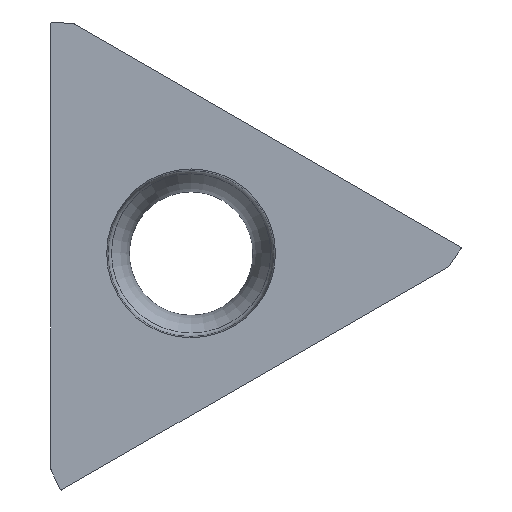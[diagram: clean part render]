
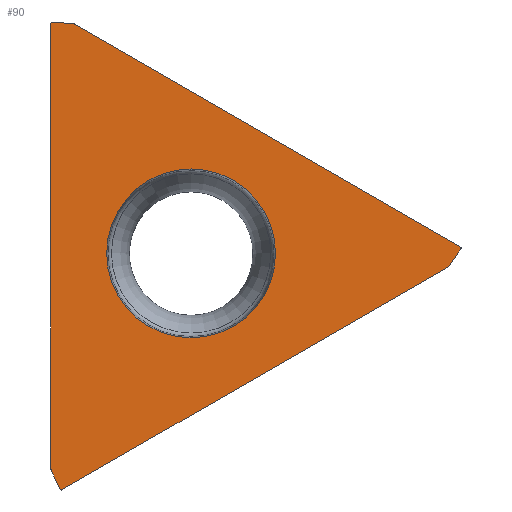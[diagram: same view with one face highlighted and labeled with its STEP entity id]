
A CAD part, top view. The second image highlights one B-rep face of the part: STEP entity #90.
In plain terms, the highlighted planar face has unit normal (0, 0, 1).
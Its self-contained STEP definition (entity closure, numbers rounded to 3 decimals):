
#45=ELLIPSE('',#376,0.031,0.03);
#47=ELLIPSE('',#379,0.031,0.03);
#49=ELLIPSE('',#382,0.031,0.03);
#51=ELLIPSE('',#385,0.031,0.03);
#53=ELLIPSE('',#388,0.031,0.03);
#55=ELLIPSE('',#391,0.031,0.03);
#65=FACE_BOUND('',#132,.T.);
#66=FACE_BOUND('',#133,.T.);
#70=CIRCLE('',#370,1.912);
#90=ADVANCED_FACE('',(#65,#66),#98,.T.);
#98=PLANE('',#399);
#132=EDGE_LOOP('',(#192));
#133=EDGE_LOOP('',(#193,#194,#195,#196,#197,#198,#199,#200,#201,#202,#203,
#204));
#192=ORIENTED_EDGE('',*,*,#260,.F.);
#193=ORIENTED_EDGE('',*,*,#278,.F.);
#194=ORIENTED_EDGE('',*,*,#250,.T.);
#195=ORIENTED_EDGE('',*,*,#276,.F.);
#196=ORIENTED_EDGE('',*,*,#271,.F.);
#197=ORIENTED_EDGE('',*,*,#274,.F.);
#198=ORIENTED_EDGE('',*,*,#253,.F.);
#199=ORIENTED_EDGE('',*,*,#284,.F.);
#200=ORIENTED_EDGE('',*,*,#263,.F.);
#201=ORIENTED_EDGE('',*,*,#282,.F.);
#202=ORIENTED_EDGE('',*,*,#258,.T.);
#203=ORIENTED_EDGE('',*,*,#280,.F.);
#204=ORIENTED_EDGE('',*,*,#267,.F.);
#218=VERTEX_POINT('',#568);
#221=VERTEX_POINT('',#573);
#224=VERTEX_POINT('',#580);
#225=VERTEX_POINT('',#582);
#226=VERTEX_POINT('',#586);
#229=VERTEX_POINT('',#591);
#231=VERTEX_POINT('',#597);
#234=VERTEX_POINT('',#603);
#235=VERTEX_POINT('',#605);
#238=VERTEX_POINT('',#612);
#239=VERTEX_POINT('',#614);
#242=VERTEX_POINT('',#621);
#243=VERTEX_POINT('',#623);
#250=EDGE_CURVE('',#218,#221,#291,.T.);
#253=EDGE_CURVE('',#224,#225,#294,.T.);
#258=EDGE_CURVE('',#226,#229,#299,.T.);
#260=EDGE_CURVE('',#231,#231,#70,.T.);
#263=EDGE_CURVE('',#234,#235,#302,.T.);
#267=EDGE_CURVE('',#238,#239,#306,.T.);
#271=EDGE_CURVE('',#242,#243,#310,.T.);
#274=EDGE_CURVE('',#225,#242,#45,.T.);
#276=EDGE_CURVE('',#243,#221,#47,.T.);
#278=EDGE_CURVE('',#218,#238,#49,.T.);
#280=EDGE_CURVE('',#239,#229,#51,.T.);
#282=EDGE_CURVE('',#226,#234,#53,.T.);
#284=EDGE_CURVE('',#235,#224,#55,.T.);
#291=LINE('',#574,#315);
#294=LINE('',#581,#318);
#299=LINE('',#592,#323);
#302=LINE('',#604,#326);
#306=LINE('',#613,#330);
#310=LINE('',#622,#334);
#315=VECTOR('',#410,1.);
#318=VECTOR('',#415,1.);
#323=VECTOR('',#422,1.);
#326=VECTOR('',#433,1.);
#330=VECTOR('',#439,1.);
#334=VECTOR('',#445,1.);
#370=AXIS2_PLACEMENT_3D('',#596,#427,#428);
#376=AXIS2_PLACEMENT_3D('',#627,#451,#452);
#379=AXIS2_PLACEMENT_3D('',#630,#457,#458);
#382=AXIS2_PLACEMENT_3D('',#633,#463,#464);
#385=AXIS2_PLACEMENT_3D('',#636,#469,#470);
#388=AXIS2_PLACEMENT_3D('',#639,#475,#476);
#391=AXIS2_PLACEMENT_3D('',#642,#481,#482);
#399=AXIS2_PLACEMENT_3D('',#653,#497,#498);
#410=DIRECTION('',(0.,-1.,0.));
#415=DIRECTION('',(-0.866,-0.5,0.));
#422=DIRECTION('',(-0.866,0.5,0.));
#427=DIRECTION('',(0.,0.,1.));
#428=DIRECTION('',(1.,0.,0.));
#433=DIRECTION('',(-0.574,-0.819,0.));
#439=DIRECTION('',(0.996,-0.087,0.));
#445=DIRECTION('',(-0.423,0.906,0.));
#451=DIRECTION('',(0.,0.,-1.));
#452=DIRECTION('',(0.547,0.837,0.));
#457=DIRECTION('',(0.,0.,-1.));
#458=DIRECTION('',(-0.398,-0.917,0.));
#463=DIRECTION('',(0.,0.,-1.));
#464=DIRECTION('',(0.452,-0.892,0.));
#469=DIRECTION('',(0.,0.,-1.));
#470=DIRECTION('',(-0.595,0.803,0.));
#475=DIRECTION('',(0.,0.,-1.));
#476=DIRECTION('',(-0.998,0.055,0.));
#481=DIRECTION('',(0.,0.,-1.));
#482=DIRECTION('',(0.993,0.114,0.));
#497=DIRECTION('',(0.,0.,1.));
#498=DIRECTION('',(1.,0.,0.));
#568=CARTESIAN_POINT('',(-3.175,5.211,0.));
#573=CARTESIAN_POINT('',(-3.175,-4.891,0.));
#574=CARTESIAN_POINT('',(-3.175,-7.722,0.));
#580=CARTESIAN_POINT('',(5.823,-0.304,0.));
#581=CARTESIAN_POINT('',(3.829,-1.455,0.));
#582=CARTESIAN_POINT('',(-2.926,-5.355,0.));
#586=CARTESIAN_POINT('',(6.101,0.144,0.));
#591=CARTESIAN_POINT('',(-2.648,5.195,0.));
#592=CARTESIAN_POINT('',(-5.1,6.611,0.));
#596=CARTESIAN_POINT('',(0.,0.,0.));
#597=CARTESIAN_POINT('',(1.912,0.,0.));
#603=CARTESIAN_POINT('',(6.111,0.101,0.));
#604=CARTESIAN_POINT('',(5.866,-0.249,0.));
#605=CARTESIAN_POINT('',(5.833,-0.295,0.));
#612=CARTESIAN_POINT('',(-3.143,5.241,0.));
#613=CARTESIAN_POINT('',(-2.7,5.203,0.));
#614=CARTESIAN_POINT('',(-2.661,5.199,0.));
#621=CARTESIAN_POINT('',(-2.968,-5.343,0.));
#622=CARTESIAN_POINT('',(-3.149,-4.954,0.));
#623=CARTESIAN_POINT('',(-3.172,-4.904,0.));
#627=CARTESIAN_POINT('',(-2.94,-5.329,0.));
#630=CARTESIAN_POINT('',(-3.145,-4.89,0.));
#633=CARTESIAN_POINT('',(-3.145,5.211,0.));
#636=CARTESIAN_POINT('',(-2.662,5.168,0.));
#639=CARTESIAN_POINT('',(6.085,0.118,0.));
#642=CARTESIAN_POINT('',(5.807,-0.279,0.));
#653=CARTESIAN_POINT('',(0.,0.,0.));
